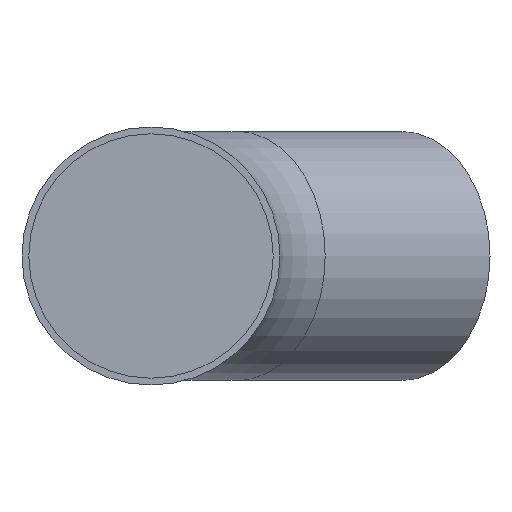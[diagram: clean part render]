
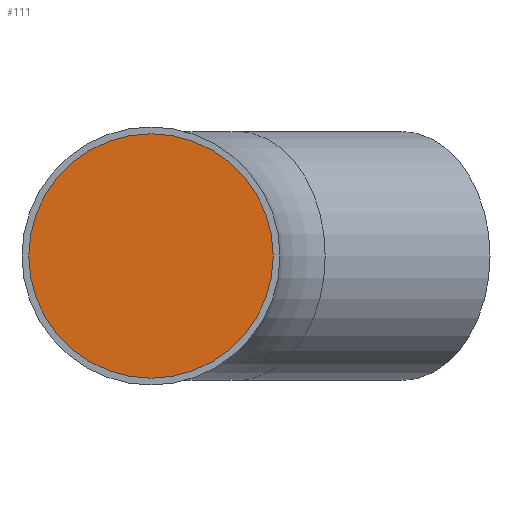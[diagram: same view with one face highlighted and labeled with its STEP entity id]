
A CAD part, front view. The second image highlights one B-rep face of the part: STEP entity #111.
In plain terms, the highlighted planar face has unit normal (0, -1, 0).
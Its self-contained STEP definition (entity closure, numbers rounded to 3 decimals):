
#26=ORIENTED_EDGE('',*,*,#44,.T.);
#44=EDGE_CURVE('',#53,#53,#62,.T.);
#53=VERTEX_POINT('',#196);
#62=CIRCLE('',#135,54.);
#71=EDGE_LOOP('',(#26));
#89=FACE_BOUND('',#71,.T.);
#107=PLANE('',#134);
#111=ADVANCED_FACE('',(#89),#107,.F.);
#134=AXIS2_PLACEMENT_3D('',#194,#155,#156);
#135=AXIS2_PLACEMENT_3D('',#195,#157,#158);
#155=DIRECTION('',(0.,1.,0.));
#156=DIRECTION('',(0.,0.,1.));
#157=DIRECTION('',(0.,-1.,0.));
#158=DIRECTION('',(-1.,0.,0.));
#194=CARTESIAN_POINT('',(0.,-9.,0.));
#195=CARTESIAN_POINT('',(0.,-9.,0.));
#196=CARTESIAN_POINT('',(-54.,-9.,0.));
